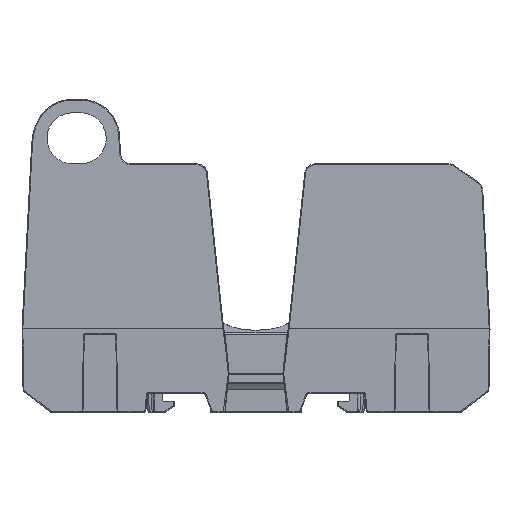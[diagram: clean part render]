
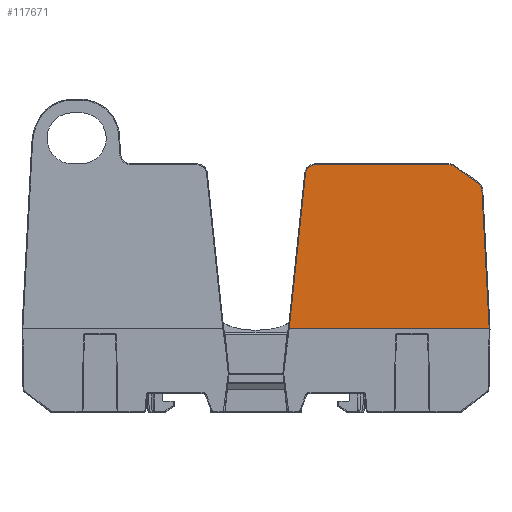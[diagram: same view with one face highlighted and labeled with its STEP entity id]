
A CAD part, top view. The second image highlights one B-rep face of the part: STEP entity #117671.
In plain terms, the highlighted planar face has unit normal (0, 0.009, 1).
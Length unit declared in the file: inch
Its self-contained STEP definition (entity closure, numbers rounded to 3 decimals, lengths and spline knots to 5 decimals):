
#1413 = ORIENTED_EDGE ( 'NONE', *, *, #18831, .F. ) ;
#1759 = EDGE_CURVE ( 'NONE', #44717, #119494, #157278, .T. ) ;
#3036 = FACE_OUTER_BOUND ( 'NONE', #101246, .T. ) ;
#3233 = CARTESIAN_POINT ( 'NONE',  ( 1.63926, 1.66564, 0.5351 ) ) ;
#3803 = ORIENTED_EDGE ( 'NONE', *, *, #10278, .F. ) ;
#4807 = ORIENTED_EDGE ( 'NONE', *, *, #1759, .F. ) ;
#7150 = CARTESIAN_POINT ( 'NONE',  ( -1.71261, 0.6122, 0.54429 ) ) ;
#8383 = LINE ( 'NONE', #46808, #72160 ) ;
#8986 = CARTESIAN_POINT ( 'NONE',  ( 0.37935, 1.78838, 0.53403 ) ) ;
#9074 = ORIENTED_EDGE ( 'NONE', *, *, #90359, .F. ) ;
#9833 = ORIENTED_EDGE ( 'NONE', *, *, #81858, .F. ) ;
#10278 = EDGE_CURVE ( 'NONE', #119494, #20326, #140628, .T. ) ;
#10300 = ORIENTED_EDGE ( 'NONE', *, *, #128153, .T. ) ;
#12274 = CARTESIAN_POINT ( 'NONE',  ( 0.36226, 1.74782, 0.53438 ) ) ;
#16005 = CARTESIAN_POINT ( 'NONE',  ( 1.64994, 1.64637, 0.53527 ) ) ;
#18831 = EDGE_CURVE ( 'NONE', #20326, #153207, #96788, .T. ) ;
#19362 = PLANE ( 'NONE',  #61398 ) ;
#19912 = DIRECTION ( 'NONE',  ( 0., 1., -0.009 ) ) ;
#20326 = VERTEX_POINT ( 'NONE', #86496 ) ;
#20916 = DIRECTION ( 'NONE',  ( 0.105, 0.994, -0.009 ) ) ;
#21860 = CARTESIAN_POINT ( 'NONE',  ( 0.40029, 1.80502, 0.53388 ) ) ;
#24059 = DIRECTION ( 'NONE',  ( 1., 0., 0. ) ) ;
#25748 = VECTOR ( 'NONE', #24059, 39.37008 ) ;
#27283 = B_SPLINE_CURVE_WITH_KNOTS ( 'NONE', 3,
 ( #129700, #92412, #3233, #16005, #105198, #28822 ),
 .UNSPECIFIED., .F., .F.,
 ( 4, 2, 4 ),
 ( 0., 0.5, 1. ),
 .UNSPECIFIED. ) ;
#27357 = EDGE_CURVE ( 'NONE', #153207, #142332, #27283, .T. ) ;
#28616 = CARTESIAN_POINT ( 'NONE',  ( 0.43469, 1.81304, 0.53381 ) ) ;
#28822 = CARTESIAN_POINT ( 'NONE',  ( 1.65364, 1.6245, 0.53546 ) ) ;
#33622 = CARTESIAN_POINT ( 'NONE',  ( 0.2429, 0.6122, 0.54429 ) ) ;
#34578 = CARTESIAN_POINT ( 'NONE',  ( 0.42579, 1.81304, 0.53381 ) ) ;
#35568 = LINE ( 'NONE', #84444, #81547 ) ;
#36369 = CARTESIAN_POINT ( 'NONE',  ( 1.43981, 1.8084, 0.53385 ) ) ;
#39939 = CARTESIAN_POINT ( 'NONE',  ( -1.71261, 0.6122, 0.54429 ) ) ;
#43670 = VERTEX_POINT ( 'NONE', #12274 ) ;
#44717 = VERTEX_POINT ( 'NONE', #28616 ) ;
#46808 = CARTESIAN_POINT ( 'NONE',  ( 1.60303, 2.5901, 0.52703 ) ) ;
#49207 = CARTESIAN_POINT ( 'NONE',  ( 1.41021, 1.81304, 0.53381 ) ) ;
#56064 = LINE ( 'NONE', #39939, #89920 ) ;
#61398 = AXIS2_PLACEMENT_3D ( 'NONE', #7150, #96319, #19912 ) ;
#62833 = VECTOR ( 'NONE', #128567, 39.37008 ) ;
#70339 = CARTESIAN_POINT ( 'NONE',  ( 0.36226, 1.74782, 0.53438 ) ) ;
#72160 = VECTOR ( 'NONE', #123181, 39.37008 ) ;
#81547 = VECTOR ( 'NONE', #20916, 39.37008 ) ;
#81858 = EDGE_CURVE ( 'NONE', #108551, #43670, #35568, .T. ) ;
#84444 = CARTESIAN_POINT ( 'NONE',  ( 0.2429, 0.6122, 0.54429 ) ) ;
#85353 = CARTESIAN_POINT ( 'NONE',  ( 0.37384, 1.7812, 0.53409 ) ) ;
#86496 = CARTESIAN_POINT ( 'NONE',  ( 1.45199, 1.79987, 0.53393 ) ) ;
#87207 = EDGE_CURVE ( 'NONE', #142332, #108141, #8383, .T. ) ;
#89920 = VECTOR ( 'NONE', #116309, 39.37008 ) ;
#90359 = EDGE_CURVE ( 'NONE', #43670, #44717, #122701, .T. ) ;
#92412 = CARTESIAN_POINT ( 'NONE',  ( 1.6317, 1.67403, 0.53502 ) ) ;
#96319 = DIRECTION ( 'NONE',  ( 0., -0.009, -1. ) ) ;
#96788 = LINE ( 'NONE', #115804, #62833 ) ;
#98170 = CARTESIAN_POINT ( 'NONE',  ( 0.39257, 1.80029, 0.53392 ) ) ;
#101246 = EDGE_LOOP ( 'NONE', ( #159207, #165168, #1413, #3803, #4807, #9074, #9833, #10300 ) ) ;
#105198 = CARTESIAN_POINT ( 'NONE',  ( 1.65306, 1.63551, 0.53536 ) ) ;
#108141 = VERTEX_POINT ( 'NONE', #162353 ) ;
#108551 = VERTEX_POINT ( 'NONE', #33622 ) ;
#111021 = CARTESIAN_POINT ( 'NONE',  ( 0.4169, 1.81139, 0.53383 ) ) ;
#115804 = CARTESIAN_POINT ( 'NONE',  ( 1.45199, 1.79987, 0.53393 ) ) ;
#116309 = DIRECTION ( 'NONE',  ( 1., 0., 0. ) ) ;
#117671 = ADVANCED_FACE ( 'NONE', ( #3036 ), #19362, .F. ) ;
#119494 = VERTEX_POINT ( 'NONE', #164676 ) ;
#122701 = B_SPLINE_CURVE_WITH_KNOTS ( 'NONE', 3,
 ( #70339, #135968, #161505, #85353, #8986, #98170, #21860, #111021, #34578, #123836 ),
 .UNSPECIFIED., .F., .F.,
 ( 4, 2, 2, 2, 4 ),
 ( 0., 0.25, 0.5, 0.75, 1. ),
 .UNSPECIFIED. ) ;
#123181 = DIRECTION ( 'NONE',  ( 0.052, -0.999, 0.009 ) ) ;
#123836 = CARTESIAN_POINT ( 'NONE',  ( 0.43469, 1.81304, 0.53381 ) ) ;
#125582 = CARTESIAN_POINT ( 'NONE',  ( 1.42508, 1.81304, 0.53381 ) ) ;
#128153 = EDGE_CURVE ( 'NONE', #108551, #108141, #56064, .T. ) ;
#128567 = DIRECTION ( 'NONE',  ( 0.819, -0.574, 0.005 ) ) ;
#129700 = CARTESIAN_POINT ( 'NONE',  ( 1.62268, 1.68035, 0.53497 ) ) ;
#135968 = CARTESIAN_POINT ( 'NONE',  ( 0.36319, 1.75667, 0.5343 ) ) ;
#138279 = CARTESIAN_POINT ( 'NONE',  ( 1.45199, 1.79987, 0.53393 ) ) ;
#140628 = B_SPLINE_CURVE_WITH_KNOTS ( 'NONE', 3,
 ( #49207, #125582, #36369, #138279 ),
 .UNSPECIFIED., .F., .F.,
 ( 4, 4 ),
 ( 0., 1. ),
 .UNSPECIFIED. ) ;
#141189 = CARTESIAN_POINT ( 'NONE',  ( 1.62268, 1.68035, 0.53497 ) ) ;
#142332 = VERTEX_POINT ( 'NONE', #160025 ) ;
#153207 = VERTEX_POINT ( 'NONE', #141189 ) ;
#157278 = LINE ( 'NONE', #163186, #25748 ) ;
#159207 = ORIENTED_EDGE ( 'NONE', *, *, #87207, .F. ) ;
#160025 = CARTESIAN_POINT ( 'NONE',  ( 1.65364, 1.6245, 0.53546 ) ) ;
#161505 = CARTESIAN_POINT ( 'NONE',  ( 0.36576, 1.76535, 0.53423 ) ) ;
#162353 = CARTESIAN_POINT ( 'NONE',  ( 1.70669, 0.6122, 0.54429 ) ) ;
#163186 = CARTESIAN_POINT ( 'NONE',  ( -1.71261, 1.81304, 0.53381 ) ) ;
#164676 = CARTESIAN_POINT ( 'NONE',  ( 1.41021, 1.81304, 0.53381 ) ) ;
#165168 = ORIENTED_EDGE ( 'NONE', *, *, #27357, .F. ) ;
